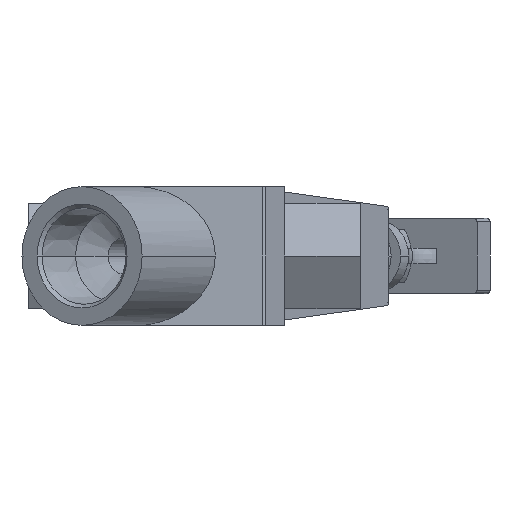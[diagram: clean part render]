
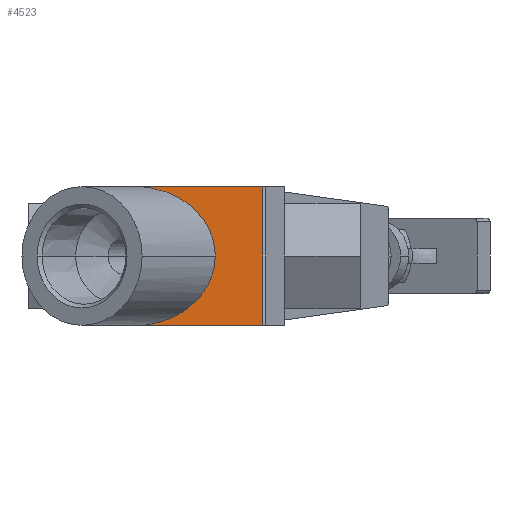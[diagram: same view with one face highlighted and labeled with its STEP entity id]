
A CAD part, front view. The second image highlights one B-rep face of the part: STEP entity #4523.
In plain terms, the highlighted planar face has unit normal (0, -1, 0).
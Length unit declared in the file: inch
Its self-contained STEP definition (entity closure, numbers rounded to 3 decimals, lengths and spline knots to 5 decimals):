
#23 = CARTESIAN_POINT ( 'NONE',  ( -0.9815, -1.7, -1.15 ) ) ;
#101 = ORIENTED_EDGE ( 'NONE', *, *, #4703, .F. ) ;
#129 = EDGE_CURVE ( 'NONE', #5741, #4803, #3907, .T. ) ;
#219 = CARTESIAN_POINT ( 'NONE',  ( 0.0223, -1.7, 0.75703 ) ) ;
#312 = ORIENTED_EDGE ( 'NONE', *, *, #350, .T. ) ;
#350 = EDGE_CURVE ( 'NONE', #4728, #5741, #1046, .T. ) ;
#474 = CARTESIAN_POINT ( 'NONE',  ( 0.17959, -1.7, -0.56355 ) ) ;
#668 = CARTESIAN_POINT ( 'NONE',  ( -0.9815, -1.7, 1.15 ) ) ;
#669 = VERTEX_POINT ( 'NONE', #3832 ) ;
#695 = CARTESIAN_POINT ( 'NONE',  ( 0.17959, -1.7, 0.56355 ) ) ;
#915 = EDGE_LOOP ( 'NONE', ( #101, #312, #4907, #6044, #2480 ) ) ;
#972 = CARTESIAN_POINT ( 'NONE',  ( 0.0223, -1.7, -0.75703 ) ) ;
#989 = AXIS2_PLACEMENT_3D ( 'NONE', #5066, #2176, #5551 ) ;
#1046 = B_SPLINE_CURVE_WITH_KNOTS ( 'NONE', 3,
 ( #668, #3547, #1617, #5010, #2130, #5497, #2614, #5986, #3094, #219, #3571, #695, #4060, #1176, #4554, #1642, #5033, #2144 ),
 .UNSPECIFIED., .F., .F.,
 ( 4, 2, 2, 2, 2, 2, 2, 2, 4 ),
 ( 0., 0.375, 0.75, 1.125, 1.5, 1.875, 2.25, 2.625, 3. ),
 .UNSPECIFIED. ) ;
#1176 = CARTESIAN_POINT ( 'NONE',  ( 0.28553, -1.7, 0.35253 ) ) ;
#1439 = CARTESIAN_POINT ( 'NONE',  ( -0.17894, -1.7, -0.91956 ) ) ;
#1590 = CARTESIAN_POINT ( 'NONE',  ( 1.13536, -1.7, 1.15 ) ) ;
#1617 = CARTESIAN_POINT ( 'NONE',  ( -0.82207, -1.7, 1.14398 ) ) ;
#1642 = CARTESIAN_POINT ( 'NONE',  ( 0.33945, -1.7, 0.13806 ) ) ;
#1650 = PLANE ( 'NONE',  #989 ) ;
#1867 = CARTESIAN_POINT ( 'NONE',  ( 0.34641, -1.7, -0.06776 ) ) ;
#1909 = CARTESIAN_POINT ( 'NONE',  ( -0.41097, -1.7, -1.04124 ) ) ;
#2041 = CARTESIAN_POINT ( 'NONE',  ( 1.13536, -1.7, 1.15 ) ) ;
#2060 = CARTESIAN_POINT ( 'NONE',  ( 0.28553, -1.7, -0.35253 ) ) ;
#2130 = CARTESIAN_POINT ( 'NONE',  ( -0.57443, -1.7, 1.09728 ) ) ;
#2144 = CARTESIAN_POINT ( 'NONE',  ( 0.34641, -1.7, 0. ) ) ;
#2176 = DIRECTION ( 'NONE',  ( 0., 1., 0. ) ) ;
#2393 = CARTESIAN_POINT ( 'NONE',  ( 0.33945, -1.7, -0.13806 ) ) ;
#2419 = CARTESIAN_POINT ( 'NONE',  ( -0.65766, -1.7, -1.11763 ) ) ;
#2445 = DIRECTION ( 'NONE',  ( 1., 0., 0. ) ) ;
#2480 = ORIENTED_EDGE ( 'NONE', *, *, #4378, .F. ) ;
#2578 = DIRECTION ( 'NONE',  ( 0., 0., -1. ) ) ;
#2614 = CARTESIAN_POINT ( 'NONE',  ( -0.33077, -1.7, 1.00553 ) ) ;
#2730 = VECTOR ( 'NONE', #2445, 39.37008 ) ;
#2822 = LINE ( 'NONE', #1590, #4106 ) ;
#2864 = CARTESIAN_POINT ( 'NONE',  ( 0.30903, -1.7, -0.28045 ) ) ;
#2878 = LINE ( 'NONE', #3405, #2730 ) ;
#2888 = CARTESIAN_POINT ( 'NONE',  ( -0.90325, -1.7, -1.15 ) ) ;
#2951 = CARTESIAN_POINT ( 'NONE',  ( 0.34641, -1.7, 0. ) ) ;
#3037 = EDGE_CURVE ( 'NONE', #4803, #669, #2878, .T. ) ;
#3094 = CARTESIAN_POINT ( 'NONE',  ( -0.10735, -1.7, 0.86931 ) ) ;
#3129 = VECTOR ( 'NONE', #5700, 39.37008 ) ;
#3358 = CARTESIAN_POINT ( 'NONE',  ( 0.22082, -1.7, -0.49409 ) ) ;
#3405 = CARTESIAN_POINT ( 'NONE',  ( -1.1, -1.7, -1.15 ) ) ;
#3547 = CARTESIAN_POINT ( 'NONE',  ( -0.90325, -1.7, 1.15 ) ) ;
#3571 = CARTESIAN_POINT ( 'NONE',  ( 0.08032, -1.7, 0.69504 ) ) ;
#3654 = FACE_OUTER_BOUND ( 'NONE', #915, .T. ) ;
#3801 = CARTESIAN_POINT ( 'NONE',  ( 0.34641, -1.7, 0. ) ) ;
#3832 = CARTESIAN_POINT ( 'NONE',  ( 1.13536, -1.7, -1.15 ) ) ;
#3845 = CARTESIAN_POINT ( 'NONE',  ( 0.08032, -1.7, -0.69504 ) ) ;
#3888 = CARTESIAN_POINT ( 'NONE',  ( -0.9815, -1.7, -1.15 ) ) ;
#3907 = B_SPLINE_CURVE_WITH_KNOTS ( 'NONE', 3,
 ( #3801, #1867, #2393, #2864, #2060, #3358, #474, #3845, #972, #4330, #1439, #4817, #1909, #5303, #2419, #5794, #2888, #23 ),
 .UNSPECIFIED., .F., .F.,
 ( 4, 2, 2, 2, 2, 2, 2, 2, 4 ),
 ( 0., 0.375, 0.75, 1.125, 1.5, 1.875, 2.25, 2.625, 3. ),
 .UNSPECIFIED. ) ;
#4060 = CARTESIAN_POINT ( 'NONE',  ( 0.22082, -1.7, 0.49409 ) ) ;
#4106 = VECTOR ( 'NONE', #2578, 39.37008 ) ;
#4330 = CARTESIAN_POINT ( 'NONE',  ( -0.10735, -1.7, -0.86931 ) ) ;
#4378 = EDGE_CURVE ( 'NONE', #5415, #669, #2822, .T. ) ;
#4418 = LINE ( 'NONE', #5682, #3129 ) ;
#4523 = ADVANCED_FACE ( 'NONE', ( #3654 ), #1650, .F. ) ;
#4554 = CARTESIAN_POINT ( 'NONE',  ( 0.30903, -1.7, 0.28045 ) ) ;
#4703 = EDGE_CURVE ( 'NONE', #4728, #5415, #4418, .T. ) ;
#4728 = VERTEX_POINT ( 'NONE', #5746 ) ;
#4803 = VERTEX_POINT ( 'NONE', #3888 ) ;
#4817 = CARTESIAN_POINT ( 'NONE',  ( -0.33077, -1.7, -1.00553 ) ) ;
#4907 = ORIENTED_EDGE ( 'NONE', *, *, #129, .T. ) ;
#5010 = CARTESIAN_POINT ( 'NONE',  ( -0.65766, -1.7, 1.11763 ) ) ;
#5033 = CARTESIAN_POINT ( 'NONE',  ( 0.34641, -1.7, 0.06776 ) ) ;
#5066 = CARTESIAN_POINT ( 'NONE',  ( -1.1, -1.7, 1.15 ) ) ;
#5303 = CARTESIAN_POINT ( 'NONE',  ( -0.57443, -1.7, -1.09728 ) ) ;
#5415 = VERTEX_POINT ( 'NONE', #2041 ) ;
#5497 = CARTESIAN_POINT ( 'NONE',  ( -0.41097, -1.7, 1.04124 ) ) ;
#5551 = DIRECTION ( 'NONE',  ( 0., 0., 1. ) ) ;
#5682 = CARTESIAN_POINT ( 'NONE',  ( -1.1, -1.7, 1.15 ) ) ;
#5700 = DIRECTION ( 'NONE',  ( 1., 0., 0. ) ) ;
#5741 = VERTEX_POINT ( 'NONE', #2951 ) ;
#5746 = CARTESIAN_POINT ( 'NONE',  ( -0.9815, -1.7, 1.15 ) ) ;
#5794 = CARTESIAN_POINT ( 'NONE',  ( -0.82207, -1.7, -1.14398 ) ) ;
#5986 = CARTESIAN_POINT ( 'NONE',  ( -0.17894, -1.7, 0.91956 ) ) ;
#6044 = ORIENTED_EDGE ( 'NONE', *, *, #3037, .T. ) ;
